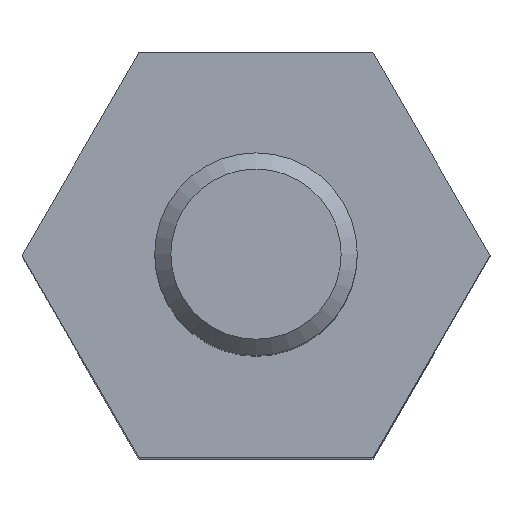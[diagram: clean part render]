
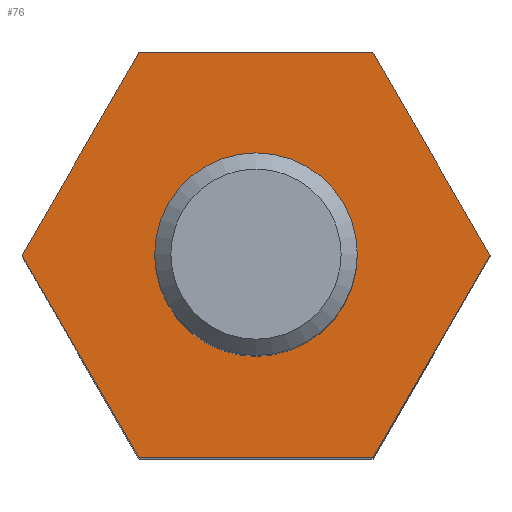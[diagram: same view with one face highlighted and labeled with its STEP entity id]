
A CAD part, top view. The second image highlights one B-rep face of the part: STEP entity #76.
In plain terms, the highlighted planar face has unit normal (0, 0, 1).
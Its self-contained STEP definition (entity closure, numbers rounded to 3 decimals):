
#76 = ADVANCED_FACE( '', ( #164, #165 ), #166, .T. );
#164 = FACE_BOUND( '', #262, .T. );
#165 = FACE_OUTER_BOUND( '', #263, .T. );
#166 = PLANE( '', #264 );
#262 = EDGE_LOOP( '', ( #404 ) );
#263 = EDGE_LOOP( '', ( #405, #406, #407, #408, #409, #410 ) );
#264 = AXIS2_PLACEMENT_3D( '', #411, #412, #413 );
#404 = ORIENTED_EDGE( '', *, *, #543, .T. );
#405 = ORIENTED_EDGE( '', *, *, #506, .T. );
#406 = ORIENTED_EDGE( '', *, *, #544, .T. );
#407 = ORIENTED_EDGE( '', *, *, #526, .T. );
#408 = ORIENTED_EDGE( '', *, *, #514, .T. );
#409 = ORIENTED_EDGE( '', *, *, #533, .T. );
#410 = ORIENTED_EDGE( '', *, *, #521, .T. );
#411 = CARTESIAN_POINT( '', ( 0., 0., 5. ) );
#412 = DIRECTION( '', ( 0., 0., 1. ) );
#413 = DIRECTION( '', ( 1., 0., 0. ) );
#506 = EDGE_CURVE( '', #582, #580, #583, .T. );
#514 = EDGE_CURVE( '', #596, #594, #597, .T. );
#521 = EDGE_CURVE( '', #605, #582, #606, .T. );
#526 = EDGE_CURVE( '', #613, #596, #614, .T. );
#533 = EDGE_CURVE( '', #594, #605, #624, .T. );
#543 = EDGE_CURVE( '', #636, #636, #637, .F. );
#544 = EDGE_CURVE( '', #580, #613, #638, .T. );
#580 = VERTEX_POINT( '', #679 );
#582 = VERTEX_POINT( '', #682 );
#583 = LINE( '', #683, #684 );
#594 = VERTEX_POINT( '', #698 );
#596 = VERTEX_POINT( '', #701 );
#597 = LINE( '', #702, #703 );
#605 = VERTEX_POINT( '', #714 );
#606 = LINE( '', #715, #716 );
#613 = VERTEX_POINT( '', #726 );
#614 = LINE( '', #727, #728 );
#624 = LINE( '', #741, #742 );
#636 = VERTEX_POINT( '', #755 );
#637 = CIRCLE( '', #756, 1.1 );
#638 = LINE( '', #757, #758 );
#679 = CARTESIAN_POINT( '', ( -1.443, 2.5, 5. ) );
#682 = CARTESIAN_POINT( '', ( 1.443, 2.5, 5. ) );
#683 = CARTESIAN_POINT( '', ( 1.443, 2.5, 5. ) );
#684 = VECTOR( '', #800, 1000. );
#698 = CARTESIAN_POINT( '', ( 1.443, -2.5, 5. ) );
#701 = CARTESIAN_POINT( '', ( -1.443, -2.5, 5. ) );
#702 = CARTESIAN_POINT( '', ( -1.443, -2.5, 5. ) );
#703 = VECTOR( '', #808, 1000. );
#714 = CARTESIAN_POINT( '', ( 2.887, 0., 5. ) );
#715 = CARTESIAN_POINT( '', ( 2.887, 0., 5. ) );
#716 = VECTOR( '', #812, 1000. );
#726 = CARTESIAN_POINT( '', ( -2.887, 0., 5. ) );
#727 = CARTESIAN_POINT( '', ( -2.887, 0., 5. ) );
#728 = VECTOR( '', #816, 1000. );
#741 = CARTESIAN_POINT( '', ( 1.443, -2.5, 5. ) );
#742 = VECTOR( '', #823, 1000. );
#755 = CARTESIAN_POINT( '', ( 1.1, 0., 5. ) );
#756 = AXIS2_PLACEMENT_3D( '', #837, #838, #839 );
#757 = CARTESIAN_POINT( '', ( -1.443, 2.5, 5. ) );
#758 = VECTOR( '', #840, 1000. );
#800 = DIRECTION( '', ( -1., 0., 0. ) );
#808 = DIRECTION( '', ( 1., 0., 0. ) );
#812 = DIRECTION( '', ( -0.5, 0.866, 0. ) );
#816 = DIRECTION( '', ( 0.5, -0.866, 0. ) );
#823 = DIRECTION( '', ( 0.5, 0.866, 0. ) );
#837 = CARTESIAN_POINT( '', ( 0., 0., 5. ) );
#838 = DIRECTION( '', ( 0., 0., 1. ) );
#839 = DIRECTION( '', ( 1., 0., 0. ) );
#840 = DIRECTION( '', ( -0.5, -0.866, 0. ) );
